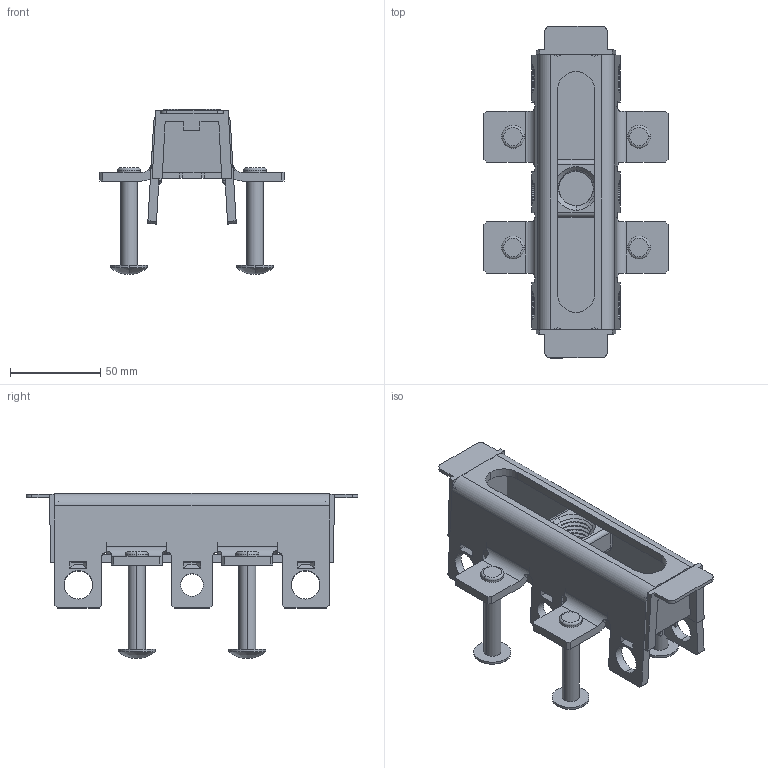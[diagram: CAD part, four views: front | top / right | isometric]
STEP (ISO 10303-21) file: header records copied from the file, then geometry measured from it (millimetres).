
FILE_DESCRIPTION (( 'STEP AP214' ), '1' );
FILE_NAME ('6035.STEP', '2017-09-19T17:19:49', ( 'Temp' ), ( '' ), 'SwSTEP 2.0', 'SolidWorks 2010', '' );
FILE_SCHEMA (( 'AUTOMOTIVE_DESIGN' ));
Length unit declared in the file: millimetre
Products named in the file (4): PSA_6035; 1InchSquareNut; Spring; 6035
Assembly tree (3 placements, depth 2):
  6035
    PSA_6035
    1InchSquareNut
    Spring
Bounding box: 102.05 x 184.05 x 91.51 mm (x, y, z)
Volume: 148062.2 mm3; surface area: 89437.2 mm2
Topology: 8 solids, 8 shells, 460 faces, 1208 edges, 779 vertices
Faces by surface type: plane 275, cylinder 129, bspline 36, torus 8, sphere 8, cone 4
Entity records: 25772 total; most frequent: CARTESIAN_POINT 12426, ORIENTED_EDGE 2380, DIRECTION 2194, EDGE_CURVE 1190, LINE 816, VECTOR 816, VERTEX_POINT 779, AXIS2_PLACEMENT_3D 689
